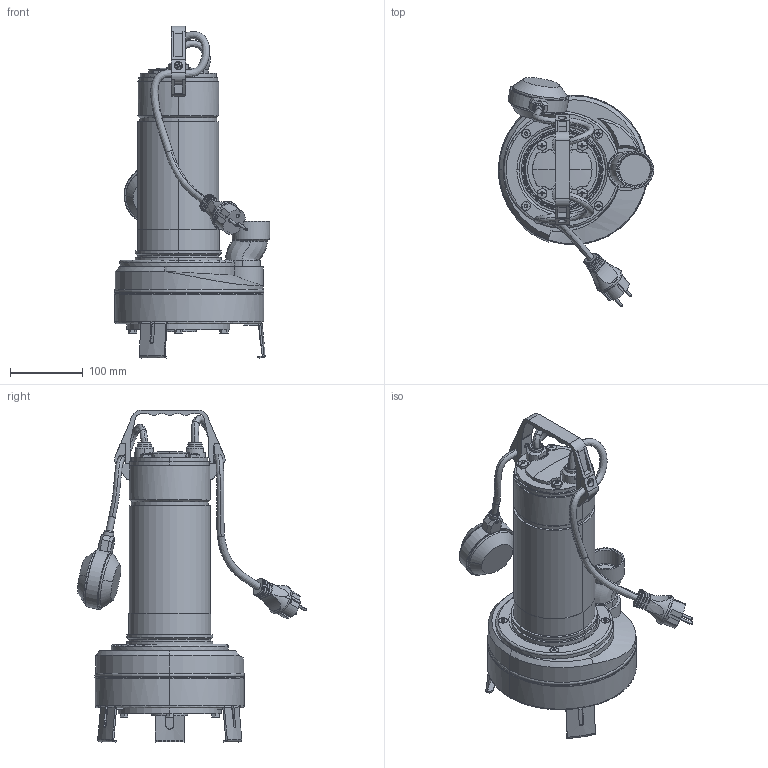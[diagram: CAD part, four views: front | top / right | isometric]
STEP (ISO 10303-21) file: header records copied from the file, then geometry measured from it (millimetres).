
FILE_DESCRIPTION (( 'STEP AP203' ), '1' );
FILE_NAME ('4_93_490_04_REV00.step', '2023-04-14T14:44:46', ( '' ), ( '' ), 'SwSTEP 2.0', 'SolidWorks 2020', '' );
FILE_SCHEMA (( 'CONFIG_CONTROL_DESIGN' ));
Length unit declared in the file: millimetre
Products named in the file (2): 4_93_490_04_REV00; Copia di 62028^4_93_490_04_REV00
Assembly tree (1 placements, depth 2):
  4_93_490_04_REV00
    Copia di 62028^4_93_490_04_REV00
Bounding box: 213.75 x 315.18 x 457.38 mm (x, y, z)
Volume: 5794941.4 mm3; surface area: 465227.9 mm2
Topology: 33 solids, 33 shells, 1331 faces, 3421 edges, 2203 vertices
Faces by surface type: plane 623, cylinder 354, cone 234, bspline 69, torus 33, sphere 18
Entity records: 69559 total; most frequent: CARTESIAN_POINT 37794, ORIENTED_EDGE 6818, DIRECTION 6256, EDGE_CURVE 3409, AXIS2_PLACEMENT_3D 2341, VERTEX_POINT 2201, LINE 1574, VECTOR 1574
